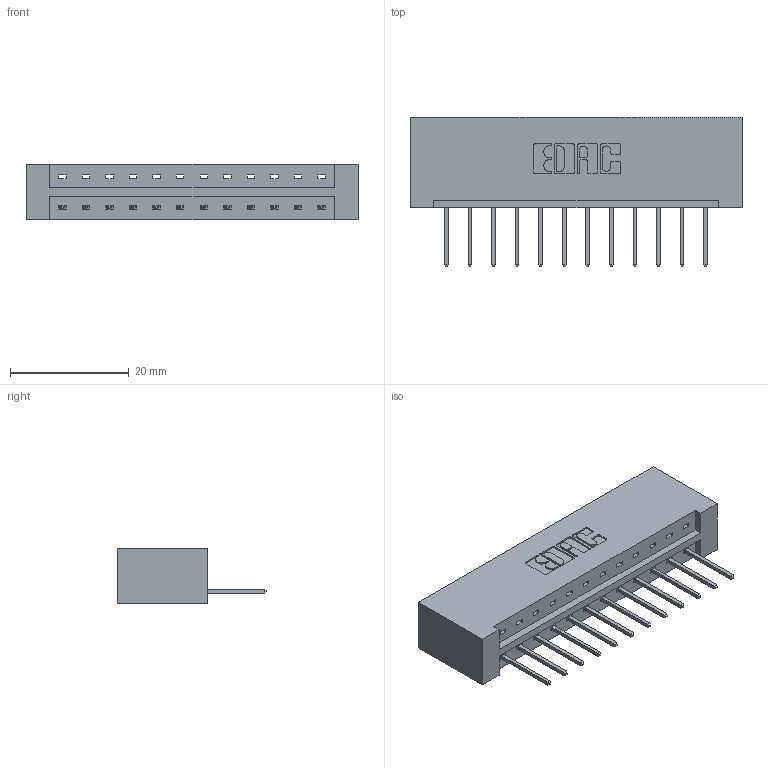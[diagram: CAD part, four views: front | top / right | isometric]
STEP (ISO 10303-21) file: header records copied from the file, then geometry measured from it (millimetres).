
FILE_DESCRIPTION (( 'STEP AP203' ), '1' );
FILE_NAME ('833-012-523-101.STEP', '2020-05-30T21:07:30', ( '' ), ( '' ), 'SwSTEP 2.0', 'SolidWorks 2020', '' );
FILE_SCHEMA (( 'CONFIG_CONTROL_DESIGN' ));
Length unit declared in the file: inch
Products named in the file (3): 833 Part_Lugless; 833-012-523-101; 345-292-001_345-293-123
Assembly tree (13 placements, depth 2):
  833-012-523-101
    833 Part_Lugless
    345-292-001_345-293-123  x12
Bounding box: 55.8 x 25.15 x 9.4 mm (x, y, z)
Volume: 5965.5 mm3; surface area: 6227 mm2
Topology: 13 solids, 13 shells, 802 faces, 2399 edges, 1582 vertices
Faces by surface type: plane 570, cylinder 232
Entity records: 10957 total; most frequent: CARTESIAN_POINT 1902, ORIENTED_EDGE 1850, DIRECTION 1657, EDGE_CURVE 925, LINE 805, VECTOR 805, VERTEX_POINT 614, AXIS2_PLACEMENT_3D 426
